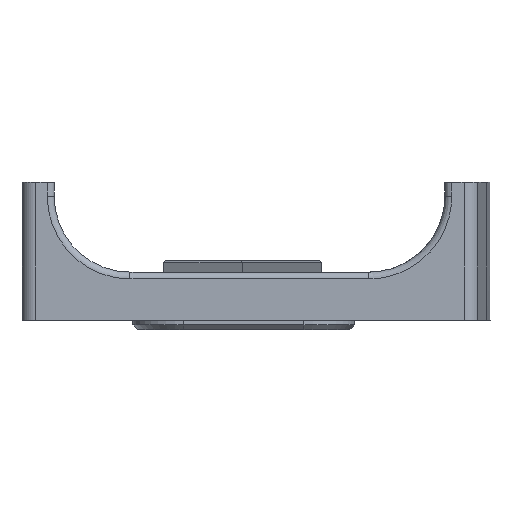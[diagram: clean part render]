
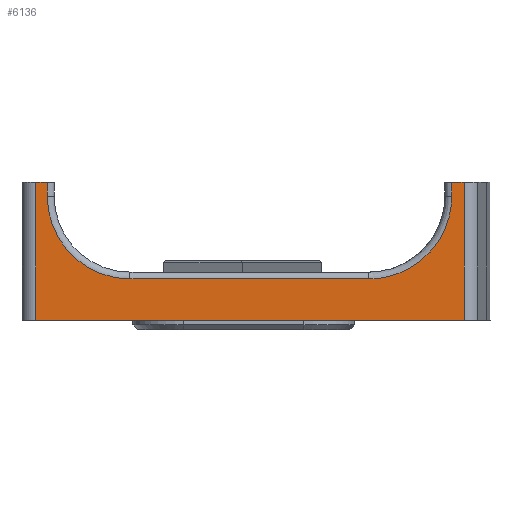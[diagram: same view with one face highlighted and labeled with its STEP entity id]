
A CAD part, left-side view. The second image highlights one B-rep face of the part: STEP entity #6136.
In plain terms, the highlighted planar face has unit normal (-1, 0, 0).
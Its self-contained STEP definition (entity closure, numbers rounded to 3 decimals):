
#40=ELLIPSE('',#6506,7.226,7.2);
#122=CIRCLE('',#6507,7.2);
#235=PLANE('',#6505);
#492=FACE_OUTER_BOUND('',#872,.T.);
#872=EDGE_LOOP('',(#4691,#4692,#4693,#4694,#4695,#4696,#4697,#4698,#4699,
#4700));
#1360=LINE('',#9397,#1996);
#1367=LINE('',#9418,#2003);
#1369=LINE('',#9424,#2005);
#1370=LINE('',#9426,#2006);
#1371=LINE('',#9428,#2007);
#1372=LINE('',#9432,#2008);
#1373=LINE('',#9436,#2009);
#1374=LINE('',#9437,#2010);
#1996=VECTOR('',#7120,10.);
#2003=VECTOR('',#7139,10.);
#2005=VECTOR('',#7145,10.);
#2006=VECTOR('',#7146,10.);
#2007=VECTOR('',#7147,10.);
#2008=VECTOR('',#7150,10.);
#2009=VECTOR('',#7153,10.);
#2010=VECTOR('',#7154,10.);
#2835=VERTEX_POINT('',#9394);
#2836=VERTEX_POINT('',#9396);
#2844=VERTEX_POINT('',#9417);
#2846=VERTEX_POINT('',#9423);
#2847=VERTEX_POINT('',#9425);
#2848=VERTEX_POINT('',#9427);
#2849=VERTEX_POINT('',#9429);
#2850=VERTEX_POINT('',#9431);
#2851=VERTEX_POINT('',#9433);
#2852=VERTEX_POINT('',#9435);
#3496=EDGE_CURVE('',#2836,#2835,#1360,.T.);
#3506=EDGE_CURVE('',#2836,#2844,#1367,.T.);
#3509=EDGE_CURVE('',#2846,#2835,#1369,.T.);
#3510=EDGE_CURVE('',#2847,#2846,#1370,.T.);
#3511=EDGE_CURVE('',#2848,#2847,#1371,.T.);
#3512=EDGE_CURVE('',#2849,#2848,#40,.T.);
#3513=EDGE_CURVE('',#2850,#2849,#1372,.T.);
#3514=EDGE_CURVE('',#2851,#2850,#122,.T.);
#3515=EDGE_CURVE('',#2852,#2851,#1373,.T.);
#3516=EDGE_CURVE('',#2844,#2852,#1374,.T.);
#4691=ORIENTED_EDGE('',*,*,#3496,.T.);
#4692=ORIENTED_EDGE('',*,*,#3509,.F.);
#4693=ORIENTED_EDGE('',*,*,#3510,.F.);
#4694=ORIENTED_EDGE('',*,*,#3511,.F.);
#4695=ORIENTED_EDGE('',*,*,#3512,.F.);
#4696=ORIENTED_EDGE('',*,*,#3513,.F.);
#4697=ORIENTED_EDGE('',*,*,#3514,.F.);
#4698=ORIENTED_EDGE('',*,*,#3515,.F.);
#4699=ORIENTED_EDGE('',*,*,#3516,.F.);
#4700=ORIENTED_EDGE('',*,*,#3506,.F.);
#6136=ADVANCED_FACE('',(#492),#235,.F.);
#6505=AXIS2_PLACEMENT_3D('',#9422,#7143,#7144);
#6506=AXIS2_PLACEMENT_3D('',#9430,#7148,#7149);
#6507=AXIS2_PLACEMENT_3D('',#9434,#7151,#7152);
#7120=DIRECTION('',(0.,-1.,0.));
#7139=DIRECTION('',(0.,0.,1.));
#7143=DIRECTION('center_axis',(1.,0.,0.));
#7144=DIRECTION('ref_axis',(0.,0.,
-1.));
#7145=DIRECTION('',(0.,0.,-1.));
#7146=DIRECTION('',(0.,-1.,0.));
#7147=DIRECTION('',(0.,0.,1.));
#7148=DIRECTION('center_axis',(-1.,0.,0.));
#7149=DIRECTION('ref_axis',(0.,-1.,0.));
#7150=DIRECTION('',(0.,-1.,0.));
#7151=DIRECTION('center_axis',(-1.,0.,0.));
#7152=DIRECTION('ref_axis',(0.,0.707,-0.707));
#7153=DIRECTION('',(0.,0.,-1.));
#7154=DIRECTION('',(0.,-1.,0.));
#9394=CARTESIAN_POINT('',(117.322,-113.469,259.862));
#9396=CARTESIAN_POINT('',(117.322,-76.191,259.862));
#9397=CARTESIAN_POINT('',(117.322,-104.742,259.862));
#9417=CARTESIAN_POINT('',(117.322,-76.191,271.862));
#9418=CARTESIAN_POINT('',(117.322,-76.191,265.571));
#9422=CARTESIAN_POINT('Origin',(117.322,-94.758,264.181));
#9423=CARTESIAN_POINT('',(117.322,-113.469,271.862));
#9424=CARTESIAN_POINT('',(117.322,-113.469,268.022));
#9425=CARTESIAN_POINT('',(117.322,-112.397,271.862));
#9426=CARTESIAN_POINT('',(117.322,-111.691,271.862));
#9427=CARTESIAN_POINT('',(117.322,-112.397,270.663));
#9428=CARTESIAN_POINT('',(117.322,-112.397,267.433));
#9429=CARTESIAN_POINT('',(117.322,-105.171,263.463));
#9430=CARTESIAN_POINT('Origin',(117.322,-105.171,270.663));
#9431=CARTESIAN_POINT('',(117.322,-84.391,263.463));
#9432=CARTESIAN_POINT('',(117.322,-99.924,263.463));
#9433=CARTESIAN_POINT('',(117.322,-77.191,270.663));
#9434=CARTESIAN_POINT('Origin',(117.322,-84.391,270.663));
#9435=CARTESIAN_POINT('',(117.322,-77.191,271.862));
#9436=CARTESIAN_POINT('',(117.322,-77.191,267.422));
#9437=CARTESIAN_POINT('',(117.322,-74.991,271.862));
